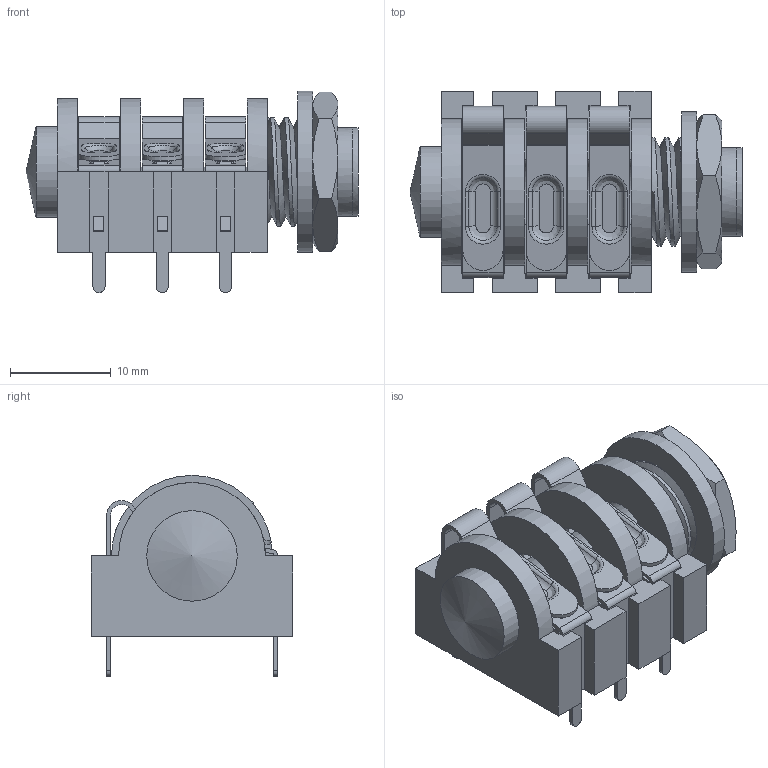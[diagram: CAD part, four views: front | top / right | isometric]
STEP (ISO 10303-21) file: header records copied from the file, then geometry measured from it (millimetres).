
FILE_DESCRIPTION(('FreeCAD Model'),'2;1');
FILE_NAME('Open CASCADE Shape Model','2024-08-05T12:31:19',( 'kicad StepUp'),('ksu MCAD'),'Open CASCADE STEP processor 7.6', 'FreeCAD','Unknown');
FILE_SCHEMA(('AUTOMOTIVE_DESIGN { 1 0 10303 214 1 1 1 1 }'));
Length unit declared in the file: millimetre
Products named in the file (1): Jack_6.35mm_Amphenol_ACJS-MH_Horizontal
Bounding box: 33 x 20 x 20 mm (x, y, z)
Volume: 3802.2 mm3; surface area: 5455.8 mm2
Topology: 3 solids, 5 shells, 569 faces, 1550 edges, 976 vertices
Faces by surface type: plane 351, cylinder 132, bspline 39, torus 18, cone 17, sphere 12
Full cylindrical faces by diameter (mm): 6.44 x2, 6.5 x1, 7.16 x1, 7.2 x2, 7.26 x1, 8.8 x2, 9 x1, 11 x1, 11.1 x1, 16 x1
Entity records: 23289 total; most frequent: CARTESIAN_POINT 6288, ORIENTED_EDGE 3086, DIRECTION 2843, EDGE_CURVE 1543, LINE 1065, VECTOR 1065, VERTEX_POINT 976, AXIS2_PLACEMENT_3D 889
